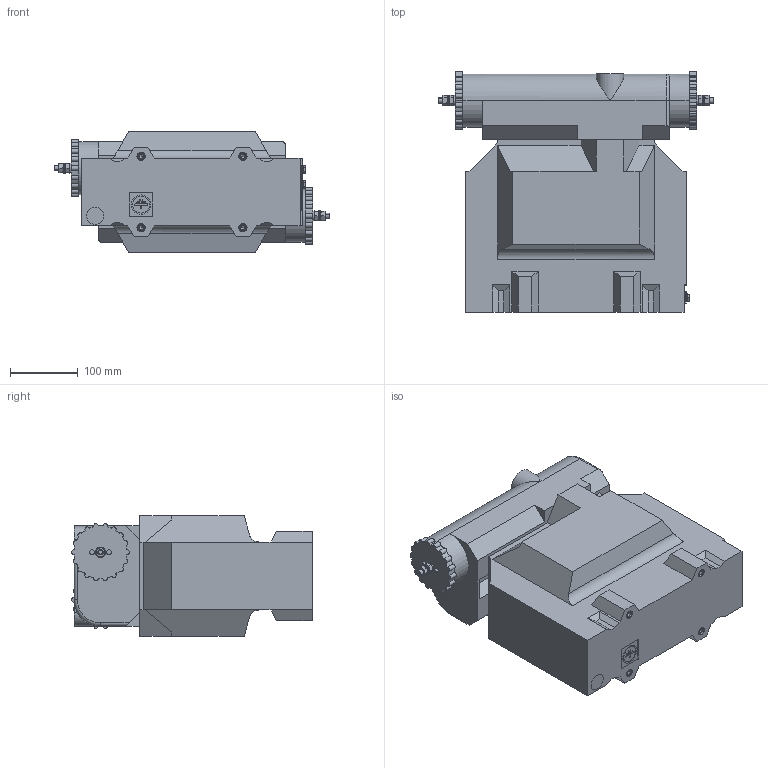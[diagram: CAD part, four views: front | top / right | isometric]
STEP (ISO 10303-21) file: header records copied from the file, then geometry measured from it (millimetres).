
FILE_DESCRIPTION (( 'STEP AP214' ), '1' );
FILE_NAME ('ﾎﾋﾑ-ﾑﾒ-1,25(6;10)-023ﾏ.STEP', '2023-07-18T03:37:21', ( '' ), ( '' ), 'SwSTEP 2.0', 'SolidWorks 2014', '' );
FILE_SCHEMA (( 'AUTOMOTIVE_DESIGN' ));
Length unit declared in the file: millimetre
Products named in the file (24): hex bolt gradec_din_ISO 4016 - M8 x 40 x 40-NN; 屡扔.725323.005 署赅; ÂÅÈÓ.723111.009 Ïðåäîõðàíèòåëüíîå óñòðîéñòâî ÎËÑ-ÑÒ; Îòëèâêà^ÂÅÈÓ.723111.009 Ïðåäîõðàíèòåëüíîå óñòðîéñòâî ÎËÑ-ÑÒ; ÑÒ.ÎË.02.01.00.000 Ñáîðêà ñ çàëèâêîé_-01; Äîçàëèâêà^ÑÒ.ÎË.02.01.00.000 Ñáîðêà ñ çàëèâêîé; DC-781 Ñèëèêîíîâûé ãåðìåòèê (300 ìë)^ÈÁËÒ.671251.009 Òðàíñôîðìàòîð ÎËÑ-ÑÒ-1,25;6(10)-Ï; Áîëò DIN 933_6å12; Îòëèâêà^ÑÒ.ÎË.02.01.00.000 Ñáîðêà ñ çàëèâêîé; ﾘ琺矜 DIN 127 B_6; ﾘ琺矜 DIN 125 ﾀ_6.01.019; ÑÒ.ÎË.02.01.01.000 Àêòèâíàÿ ÷àñòü_-01; ÂÅÈÓ.754447.004 Çíàê çàçåìëåíèÿ ÃÎÑÒ 21130-75; hex screw gradeab_din_ISO 4017 - M6 x 16-N; 屡扔.305364.007 青汶篪赅; 屡扔.758472.007 绵殛郷-01; ÑÒ.ÎË.01.00.00.001 Ïàñïîðòíàÿ òàáëè÷êà ÎËÑ-ÑÒ_-01; ÂÅÈÓ.713141.006 Âòóëêà îïîðíàÿ_-00; ÂÅÈÓ.725222.002 Êðûøêà òîðöåâàÿ; ÂÅÈÓ.713141.006 Âòóëêà îïîðíàÿ_-01; curved spring lock washer_din_Spring washer DIN 128 - A8; hex nut style 1 gradeab_din_Hexagon Nut ISO 4032 - M8 - D - N; ﾎﾋﾑ-ﾑﾒ-1,25(6;10)-023ﾏ; plain washer small grade a_din_Washer DIN 433 - 8.4
Assembly tree (36 placements, depth 4):
  ﾎﾋﾑ-ﾑﾒ-1,25(6;10)-023ﾏ
    ÑÒ.ÎË.02.01.00.000 Ñáîðêà ñ çàëèâêîé_-01
      ÑÒ.ÎË.02.01.01.000 Àêòèâíàÿ ÷àñòü_-01
        ÂÅÈÓ.713141.006 Âòóëêà îïîðíàÿ_-01  x3
        ÂÅÈÓ.713141.006 Âòóëêà îïîðíàÿ_-00
        屡扔.758472.007 绵殛郷-01  x2
        hex screw gradeab_din_ISO 4017 - M6 x 16-N  x4
      Îòëèâêà^ÑÒ.ÎË.02.01.00.000 Ñáîðêà ñ çàëèâêîé
      Äîçàëèâêà^ÑÒ.ÎË.02.01.00.000 Ñáîðêà ñ çàëèâêîé
    ÂÅÈÓ.723111.009 Ïðåäîõðàíèòåëüíîå óñòðîéñòâî ÎËÑ-ÑÒ
      Îòëèâêà^ÂÅÈÓ.723111.009 Ïðåäîõðàíèòåëüíîå óñòðîéñòâî ÎËÑ-ÑÒ
    ÂÅÈÓ.725222.002 Êðûøêà òîðöåâàÿ  x2
      屡扔.725323.005 署赅
      hex bolt gradec_din_ISO 4016 - M8 x 40 x 40-NN
      plain washer small grade a_din_Washer DIN 433 - 8.4
      hex nut style 1 gradeab_din_Hexagon Nut ISO 4032 - M8 - D - N
      curved spring lock washer_din_Spring washer DIN 128 - A8
    ÑÒ.ÎË.01.00.00.001 Ïàñïîðòíàÿ òàáëè÷êà ÎËÑ-ÑÒ_-01
    屡扔.305364.007 青汶篪赅  x2
    ÂÅÈÓ.754447.004 Çíàê çàçåìëåíèÿ ÃÎÑÒ 21130-75
    ﾘ琺矜 DIN 125 ﾀ_6.01.019  x2
    ﾘ琺矜 DIN 127 B_6  x2
    Áîëò DIN 933_6å12  x2
    DC-781 Ñèëèêîíîâûé ãåðìåòèê (300 ìë)^ÈÁËÒ.671251.009 Òðàíñôîðìàòîð ÎËÑ-ÑÒ-1,25;6(10)-Ï
Bounding box: 406 x 354.2 x 178 mm (x, y, z)
Volume: 12700547.9 mm3; surface area: 702257.4 mm2
Topology: 44 solids, 44 shells, 3688 faces, 9515 edges, 6202 vertices
Faces by surface type: plane 1964, bspline 928, cylinder 482, cone 273, torus 39, sphere 2
Entity records: 173531 total; most frequent: CARTESIAN_POINT 74078, ORIENTED_EDGE 17244, DIRECTION 12198, EDGE_CURVE 8622, VERTEX_POINT 5685, LINE 5634, VECTOR 5634, EDGE_LOOP 3639
